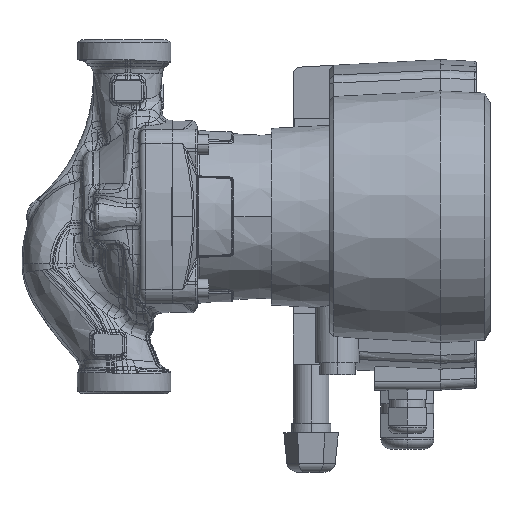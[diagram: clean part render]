
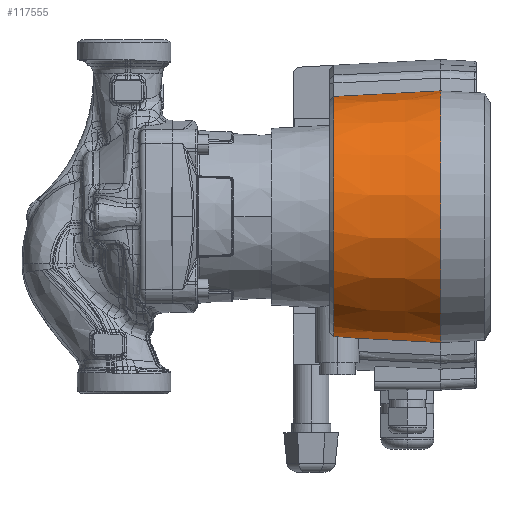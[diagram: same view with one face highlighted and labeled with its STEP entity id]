
A CAD part, top view. The second image highlights one B-rep face of the part: STEP entity #117555.
In plain terms, the highlighted conical face has half-angle 3 degrees and reference radius 64 mm.
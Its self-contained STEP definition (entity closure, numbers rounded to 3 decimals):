
#110 = ORIENTED_EDGE ( 'NONE', *, *, #28918, .F. ) ;
#111 = ORIENTED_EDGE ( 'NONE', *, *, #28920, .T. ) ;
#112 = ORIENTED_EDGE ( 'NONE', *, *, #125270, .F. ) ;
#113 = ORIENTED_EDGE ( 'NONE', *, *, #138902, .F. ) ;
#114 = ORIENTED_EDGE ( 'NONE', *, *, #28915, .T. ) ;
#115 = ORIENTED_EDGE ( 'NONE', *, *, #28831, .F. ) ;
#5536 = CARTESIAN_POINT ( 'NONE',  ( 84.45, -61.031, 11.1 ) ) ;
#5587 = CARTESIAN_POINT ( 'NONE',  ( 83.847, -60.999, 11.1 ) ) ;
#5594 = CARTESIAN_POINT ( 'NONE',  ( 83.248, -60.972, 11.051 ) ) ;
#5596 = CARTESIAN_POINT ( 'NONE',  ( 82.661, -60.949, 10.955 ) ) ;
#19414 = CONICAL_SURFACE ( 'NONE', #19417, 64., 0.052 ) ;
#19417 = AXIS2_PLACEMENT_3D ( 'NONE', #30156, #30131, #30177 ) ;
#26819 = EDGE_LOOP ( 'NONE', ( #110, #111, #112, #113, #114, #115 ) ) ;
#28831 = EDGE_CURVE ( 'NONE', #63579, #63581, #50546, .T. ) ;
#28915 = EDGE_CURVE ( 'NONE', #63351, #63581, #42677, .T. ) ;
#28918 = EDGE_CURVE ( 'NONE', #63561, #63579, #42636, .T. ) ;
#28920 = EDGE_CURVE ( 'NONE', #63561, #63618, #47881, .T. ) ;
#30131 = DIRECTION ( 'NONE',  ( 1., 0., 0. ) ) ;
#30156 = CARTESIAN_POINT ( 'NONE',  ( 137.05, 0., 6. ) ) ;
#30157 = FACE_OUTER_BOUND ( 'NONE', #26819, .T. ) ;
#30177 = DIRECTION ( 'NONE',  ( 0., -1., 0. ) ) ;
#32061 = CARTESIAN_POINT ( 'NONE',  ( 93.789, -61.733, 6. ) ) ;
#32077 = CARTESIAN_POINT ( 'NONE',  ( 84.45, -61.031, 11.1 ) ) ;
#32303 = CARTESIAN_POINT ( 'NONE',  ( 82.661, 61.15, 6. ) ) ;
#32318 = CARTESIAN_POINT ( 'NONE',  ( 137.05, 64., 6. ) ) ;
#32322 = CARTESIAN_POINT ( 'NONE',  ( 137.05, -64., 6. ) ) ;
#32371 = CARTESIAN_POINT ( 'NONE',  ( 82.661, -60.949, 10.955 ) ) ;
#42328 = CARTESIAN_POINT ( 'NONE',  ( 137.05, 0., 6. ) ) ;
#42331 = DIRECTION ( 'NONE',  ( 1., 0., 0. ) ) ;
#42334 = DIRECTION ( 'NONE',  ( 0., -1., 0. ) ) ;
#42636 = LINE ( 'NONE', #42701, #47878 ) ;
#42677 = LINE ( 'NONE', #42695, #47877 ) ;
#42695 = CARTESIAN_POINT ( 'NONE',  ( 137.05, -64., 6. ) ) ;
#42699 = DIRECTION ( 'NONE',  ( 0.999, -0.052, 0. ) ) ;
#42701 = CARTESIAN_POINT ( 'NONE',  ( 137.05, 64., 6. ) ) ;
#42705 = DIRECTION ( 'NONE',  ( 0.999, 0.052, 0. ) ) ;
#42710 = CARTESIAN_POINT ( 'NONE',  ( 82.661, 0., 6. ) ) ;
#42712 = DIRECTION ( 'NONE',  ( 1., 0., 0. ) ) ;
#42714 = DIRECTION ( 'NONE',  ( 0., -1., 0. ) ) ;
#44274 = B_SPLINE_CURVE_WITH_KNOTS ( 'NONE', 3,
 ( #5536, #5587, #5594, #5596 ),
 .UNSPECIFIED., .F., .F.,
 ( 4, 4 ),
 ( 0.011, 0.013 ),
 .UNSPECIFIED. ) ;
#44996 = B_SPLINE_CURVE_WITH_KNOTS ( 'NONE', 3,
 ( #81432, #81430, #81437, #81439, #81441, #81443, #81445, #81447, #81449, #81451, #81453, #81455, #81457, #81459 ),
 .UNSPECIFIED., .F., .F.,
 ( 4, 2, 2, 2, 2, 2, 4 ),
 ( 0., 0.003, 0.004, 0.006, 0.007, 0.008, 0.011 ),
 .UNSPECIFIED. ) ;
#47877 = VECTOR ( 'NONE', #42699, 1000. ) ;
#47878 = VECTOR ( 'NONE', #42705, 1000. ) ;
#47881 = CIRCLE ( 'NONE', #47887, 61.15 ) ;
#47887 = AXIS2_PLACEMENT_3D ( 'NONE', #42710, #42712, #42714 ) ;
#50546 = CIRCLE ( 'NONE', #50585, 64. ) ;
#50585 = AXIS2_PLACEMENT_3D ( 'NONE', #42328, #42331, #42334 ) ;
#63351 = VERTEX_POINT ( 'NONE', #32061 ) ;
#63355 = VERTEX_POINT ( 'NONE', #32077 ) ;
#63561 = VERTEX_POINT ( 'NONE', #32303 ) ;
#63579 = VERTEX_POINT ( 'NONE', #32318 ) ;
#63581 = VERTEX_POINT ( 'NONE', #32322 ) ;
#63618 = VERTEX_POINT ( 'NONE', #32371 ) ;
#81430 = CARTESIAN_POINT ( 'NONE',  ( 93.283, -61.706, 6.787 ) ) ;
#81432 = CARTESIAN_POINT ( 'NONE',  ( 93.789, -61.733, 6. ) ) ;
#81437 = CARTESIAN_POINT ( 'NONE',  ( 92.691, -61.66, 7.494 ) ) ;
#81439 = CARTESIAN_POINT ( 'NONE',  ( 91.677, -61.575, 8.438 ) ) ;
#81441 = CARTESIAN_POINT ( 'NONE',  ( 91.315, -61.543, 8.735 ) ) ;
#81443 = CARTESIAN_POINT ( 'NONE',  ( 90.562, -61.477, 9.277 ) ) ;
#81445 = CARTESIAN_POINT ( 'NONE',  ( 90.172, -61.443, 9.523 ) ) ;
#81447 = CARTESIAN_POINT ( 'NONE',  ( 89.364, -61.373, 9.963 ) ) ;
#81449 = CARTESIAN_POINT ( 'NONE',  ( 88.947, -61.338, 10.159 ) ) ;
#81451 = CARTESIAN_POINT ( 'NONE',  ( 88.085, -61.269, 10.498 ) ) ;
#81453 = CARTESIAN_POINT ( 'NONE',  ( 87.639, -61.235, 10.642 ) ) ;
#81455 = CARTESIAN_POINT ( 'NONE',  ( 86.296, -61.138, 10.984 ) ) ;
#81457 = CARTESIAN_POINT ( 'NONE',  ( 85.383, -61.08, 11.1 ) ) ;
#81459 = CARTESIAN_POINT ( 'NONE',  ( 84.45, -61.031, 11.1 ) ) ;
#117555 = ADVANCED_FACE ( 'NONE', ( #30157 ), #19414, .T. ) ;
#125270 = EDGE_CURVE ( 'NONE', #63355, #63618, #44274, .T. ) ;
#138902 = EDGE_CURVE ( 'NONE', #63351, #63355, #44996, .T. ) ;
